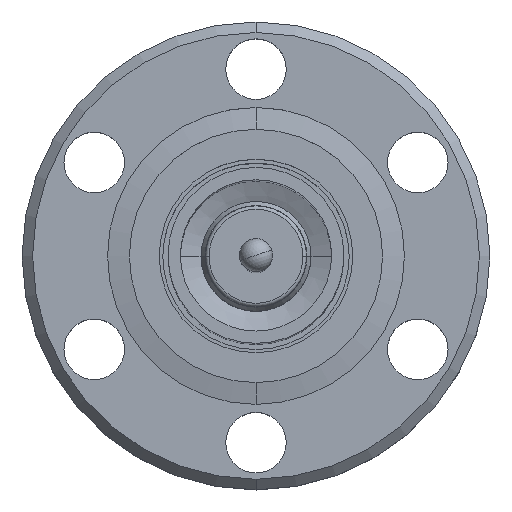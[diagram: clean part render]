
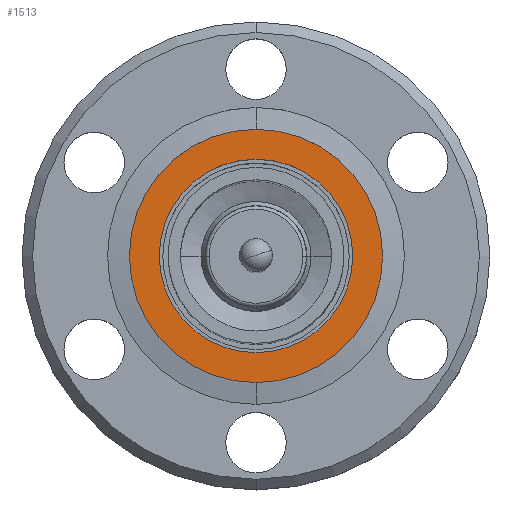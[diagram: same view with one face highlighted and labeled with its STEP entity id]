
A CAD part, top view. The second image highlights one B-rep face of the part: STEP entity #1513.
In plain terms, the highlighted planar face has unit normal (0, 0, 1).
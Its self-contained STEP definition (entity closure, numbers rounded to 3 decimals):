
#78 = FACE_OUTER_BOUND ( 'NONE', #4470, .T. ) ;
#171 = DIRECTION ( 'NONE',  ( 0., -1., 0. ) ) ;
#393 = CARTESIAN_POINT ( 'NONE',  ( -18.499, -8.42, 5.944 ) ) ;
#450 = EDGE_CURVE ( 'NONE', #2829, #4750, #526, .T. ) ;
#509 = EDGE_CURVE ( 'NONE', #5138, #1685, #2940, .T. ) ;
#526 = CIRCLE ( 'NONE', #1596, 9.144 ) ;
#726 = ORIENTED_EDGE ( 'NONE', *, *, #450, .T. ) ;
#820 = DIRECTION ( 'NONE',  ( 0., 0., -1. ) ) ;
#1195 = ORIENTED_EDGE ( 'NONE', *, *, #1871, .T. ) ;
#1320 = DIRECTION ( 'NONE',  ( 0., -1., 0. ) ) ;
#1360 = CARTESIAN_POINT ( 'NONE',  ( -27.643, -8.42, 5.944 ) ) ;
#1513 = ADVANCED_FACE ( 'NONE', ( #78, #5190 ), #2167, .T. ) ;
#1515 = AXIS2_PLACEMENT_3D ( 'NONE', #3480, #820, #1320 ) ;
#1596 = AXIS2_PLACEMENT_3D ( 'NONE', #393, #4173, #1644 ) ;
#1644 = DIRECTION ( 'NONE',  ( 0., -1., 0. ) ) ;
#1685 = VERTEX_POINT ( 'NONE', #4415 ) ;
#1775 = EDGE_LOOP ( 'NONE', ( #1195, #4068 ) ) ;
#1788 = DIRECTION ( 'NONE',  ( 0., 0., -1. ) ) ;
#1871 = EDGE_CURVE ( 'NONE', #1685, #5138, #2220, .T. ) ;
#1945 = CARTESIAN_POINT ( 'NONE',  ( -18.499, -8.42, 5.944 ) ) ;
#2167 = PLANE ( 'NONE',  #4573 ) ;
#2188 = AXIS2_PLACEMENT_3D ( 'NONE', #1945, #4973, #171 ) ;
#2193 = ORIENTED_EDGE ( 'NONE', *, *, #2370, .T. ) ;
#2220 = CIRCLE ( 'NONE', #1515, 6.985 ) ;
#2370 = EDGE_CURVE ( 'NONE', #4750, #2829, #2817, .T. ) ;
#2596 = DIRECTION ( 'NONE',  ( 0., -1., 0. ) ) ;
#2817 = CIRCLE ( 'NONE', #2188, 9.144 ) ;
#2829 = VERTEX_POINT ( 'NONE', #5153 ) ;
#2940 = CIRCLE ( 'NONE', #3665, 6.985 ) ;
#3065 = DIRECTION ( 'NONE',  ( 0., 0., 1. ) ) ;
#3480 = CARTESIAN_POINT ( 'NONE',  ( -18.499, -8.42, 5.944 ) ) ;
#3665 = AXIS2_PLACEMENT_3D ( 'NONE', #5226, #1788, #2596 ) ;
#4022 = CARTESIAN_POINT ( 'NONE',  ( -18.499, -1.435, 5.944 ) ) ;
#4068 = ORIENTED_EDGE ( 'NONE', *, *, #509, .T. ) ;
#4173 = DIRECTION ( 'NONE',  ( 0., 0., 1. ) ) ;
#4415 = CARTESIAN_POINT ( 'NONE',  ( -18.499, -15.405, 5.944 ) ) ;
#4470 = EDGE_LOOP ( 'NONE', ( #2193, #726 ) ) ;
#4573 = AXIS2_PLACEMENT_3D ( 'NONE', #1360, #3065, #5512 ) ;
#4750 = VERTEX_POINT ( 'NONE', #5310 ) ;
#4973 = DIRECTION ( 'NONE',  ( 0., 0., 1. ) ) ;
#5138 = VERTEX_POINT ( 'NONE', #4022 ) ;
#5153 = CARTESIAN_POINT ( 'NONE',  ( -18.499, 0.724, 5.944 ) ) ;
#5190 = FACE_BOUND ( 'NONE', #1775, .T. ) ;
#5226 = CARTESIAN_POINT ( 'NONE',  ( -18.499, -8.42, 5.944 ) ) ;
#5310 = CARTESIAN_POINT ( 'NONE',  ( -18.499, -17.564, 5.944 ) ) ;
#5512 = DIRECTION ( 'NONE',  ( 0., -1., 0. ) ) ;
